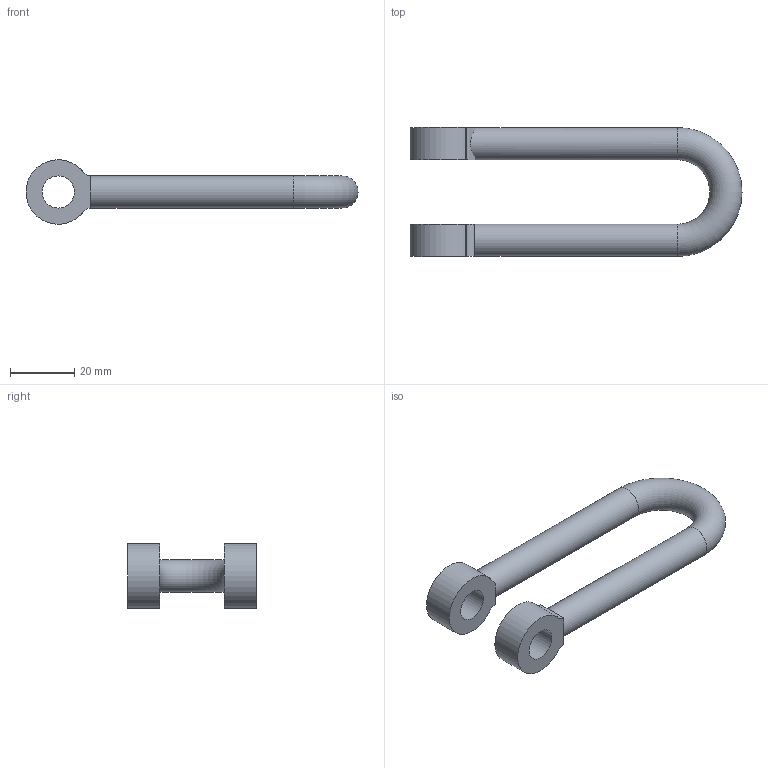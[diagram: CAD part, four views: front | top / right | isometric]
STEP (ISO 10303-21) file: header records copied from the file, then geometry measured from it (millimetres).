
FILE_DESCRIPTION(/* description */ (''),/* implementation_level */ '2;1');
FILE_NAME(/* name */ 'Hook.step',/* time_stamp */ '2023-12-13T19:56:07+03:00',/* author */ ('User'),/* organization */ (''),/* preprocessor_version */ 'ST-DEVELOPER v19',/* originating_system */ 'Autodesk Inventor 2023',/* authorisation */ '');
FILE_SCHEMA (('AUTOMOTIVE_DESIGN { 1 0 10303 214 3 1 1 }'));
Length unit declared in the file: millimetre
Products named in the file (1): Hook
Bounding box: 103 x 40 x 19.99 mm (x, y, z)
Volume: 18400 mm3; surface area: 8161.2 mm2
Topology: 1 solids, 1 shells, 28 faces, 67 edges, 41 vertices
Faces by surface type: cylinder 14, plane 13, torus 1
Full cylindrical faces by diameter (mm): 10 x4
Entity records: 870 total; most frequent: DIRECTION 161, CARTESIAN_POINT 137, ORIENTED_EDGE 134, EDGE_CURVE 67, AXIS2_PLACEMENT_3D 65, VERTEX_POINT 41, CIRCLE 35, EDGE_LOOP 32
